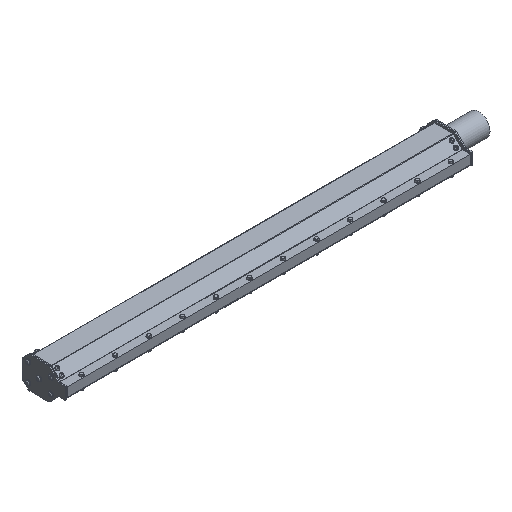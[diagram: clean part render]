
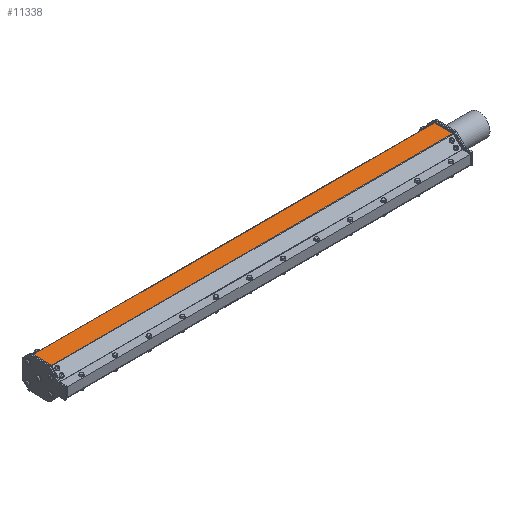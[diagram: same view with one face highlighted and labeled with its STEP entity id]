
A CAD part, isometric view. The second image highlights one B-rep face of the part: STEP entity #11338.
In plain terms, the highlighted planar face has unit normal (0, 0, 1).
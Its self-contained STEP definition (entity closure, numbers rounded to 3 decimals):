
#578=LINE('',#44915,#1026);
#616=LINE('',#45035,#1064);
#653=LINE('',#45168,#1101);
#654=LINE('',#45170,#1102);
#1026=VECTOR('',#13654,0.394);
#1064=VECTOR('',#13740,0.394);
#1101=VECTOR('',#13887,0.394);
#1102=VECTOR('',#13890,0.394);
#1477=PLANE('',#12238);
#3060=FACE_OUTER_BOUND('',#3882,.T.);
#3882=EDGE_LOOP('',(#8458,#8459,#8460,#8461));
#5519=VERTEX_POINT('',#44912);
#5520=VERTEX_POINT('',#44914);
#5577=VERTEX_POINT('',#45032);
#5578=VERTEX_POINT('',#45034);
#6634=EDGE_CURVE('',#5520,#5519,#578,.T.);
#6694=EDGE_CURVE('',#5577,#5578,#616,.T.);
#6761=EDGE_CURVE('',#5578,#5519,#653,.T.);
#6762=EDGE_CURVE('',#5520,#5577,#654,.T.);
#8458=ORIENTED_EDGE('',*,*,#6761,.F.);
#8459=ORIENTED_EDGE('',*,*,#6694,.F.);
#8460=ORIENTED_EDGE('',*,*,#6762,.F.);
#8461=ORIENTED_EDGE('',*,*,#6634,.T.);
#11338=ADVANCED_FACE('',(#3060),#1477,.T.);
#12238=AXIS2_PLACEMENT_3D('',#45169,#13888,#13889);
#13654=DIRECTION('',(0.,-1.,0.));
#13740=DIRECTION('',(0.,-1.,0.));
#13887=DIRECTION('',(-1.,0.,0.));
#13888=DIRECTION('center_axis',(0.,0.,
1.));
#13889=DIRECTION('ref_axis',(0.,-1.,0.));
#13890=DIRECTION('',(1.,0.,0.));
#44912=CARTESIAN_POINT('',(-0.381,0.241,1.917));
#44914=CARTESIAN_POINT('',(-0.381,1.879,1.917));
#44915=CARTESIAN_POINT('',(-0.381,1.904,1.917));
#45032=CARTESIAN_POINT('',(35.619,1.879,1.917));
#45034=CARTESIAN_POINT('',(35.619,0.241,1.917));
#45035=CARTESIAN_POINT('',(35.619,1.904,1.917));
#45168=CARTESIAN_POINT('',(-0.381,0.241,1.917));
#45169=CARTESIAN_POINT('Origin',(-0.381,1.904,1.917));
#45170=CARTESIAN_POINT('',(-0.381,1.879,1.917));
